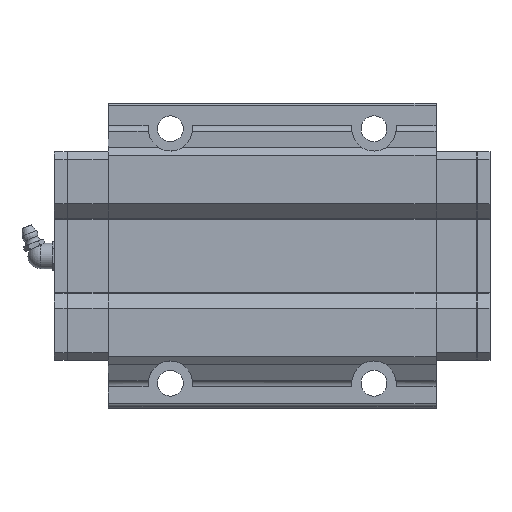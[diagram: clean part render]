
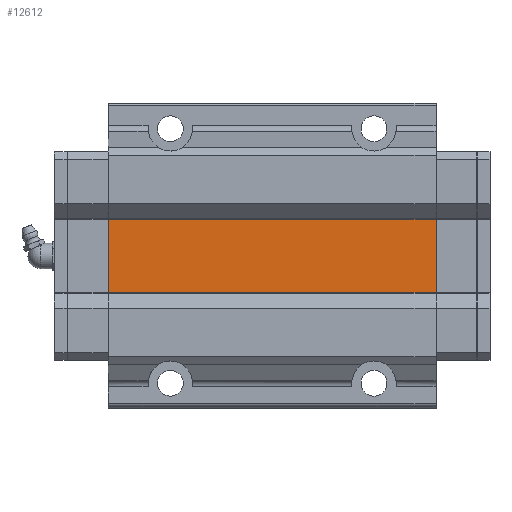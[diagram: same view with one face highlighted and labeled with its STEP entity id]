
A CAD part, front view. The second image highlights one B-rep face of the part: STEP entity #12612.
In plain terms, the highlighted planar face has unit normal (0, -1, 0).
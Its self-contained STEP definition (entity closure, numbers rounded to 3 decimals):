
#343=PLANE('',#13585);
#1001=FACE_OUTER_BOUND('',#1714,.T.);
#1714=EDGE_LOOP('',(#10094,#10095,#10096,#10097));
#2748=LINE('',#19410,#4145);
#2816=LINE('',#19582,#4213);
#2831=LINE('',#19615,#4228);
#2832=LINE('',#19617,#4229);
#4145=VECTOR('',#15702,10.);
#4213=VECTOR('',#15812,10.);
#4228=VECTOR('',#15855,160.8);
#4229=VECTOR('',#15858,160.8);
#5854=VERTEX_POINT('',#19407);
#5855=VERTEX_POINT('',#19409);
#5937=VERTEX_POINT('',#19579);
#5938=VERTEX_POINT('',#19581);
#7341=EDGE_CURVE('',#5854,#5855,#2748,.T.);
#7429=EDGE_CURVE('',#5937,#5938,#2816,.T.);
#7446=EDGE_CURVE('',#5855,#5937,#2831,.T.);
#7447=EDGE_CURVE('',#5854,#5938,#2832,.T.);
#10094=ORIENTED_EDGE('',*,*,#7429,.F.);
#10095=ORIENTED_EDGE('',*,*,#7446,.F.);
#10096=ORIENTED_EDGE('',*,*,#7341,.F.);
#10097=ORIENTED_EDGE('',*,*,#7447,.T.);
#12612=ADVANCED_FACE('',(#1001),#343,.T.);
#13585=AXIS2_PLACEMENT_3D('',#19616,#15856,#15857);
#15702=DIRECTION('',(-1.,0.,0.));
#15812=DIRECTION('',(1.,0.,0.));
#15855=DIRECTION('',(0.,0.,1.));
#15856=DIRECTION('center_axis',(0.,-1.,0.));
#15857=DIRECTION('ref_axis',(1.,0.,0.));
#15858=DIRECTION('',(0.,0.,1.));
#19407=CARTESIAN_POINT('',(14.4,0.,-64.4));
#19409=CARTESIAN_POINT('',(-14.4,0.,-64.4));
#19410=CARTESIAN_POINT('',(-7.2,0.,-64.4));
#19579=CARTESIAN_POINT('',(-14.4,0.,64.4));
#19581=CARTESIAN_POINT('',(14.4,0.,64.4));
#19582=CARTESIAN_POINT('',(-7.2,0.,64.4));
#19615=CARTESIAN_POINT('',(-14.4,0.,-85.6));
#19616=CARTESIAN_POINT('Origin',(-14.4,0.,-64.4));
#19617=CARTESIAN_POINT('',(14.4,0.,-85.6));
